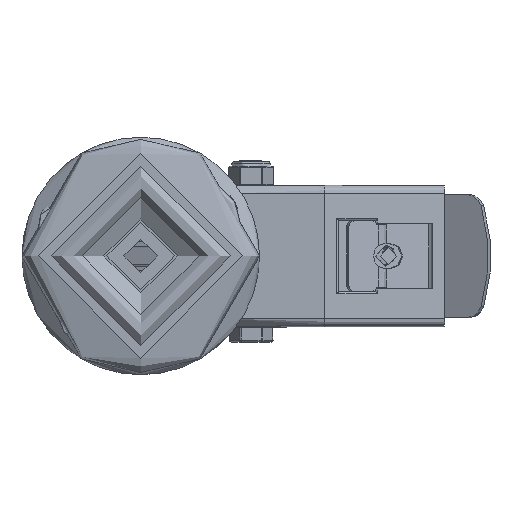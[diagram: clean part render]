
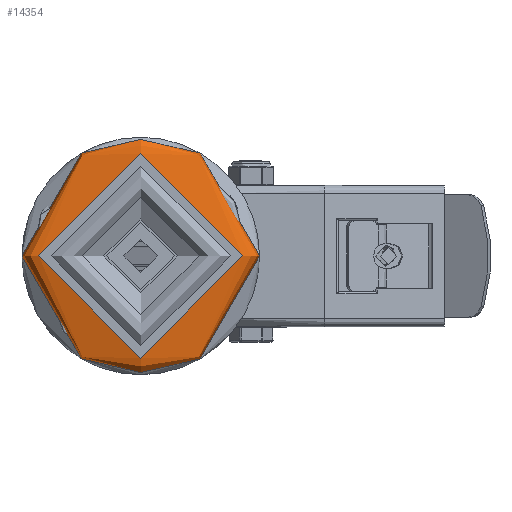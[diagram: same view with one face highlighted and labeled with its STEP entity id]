
A CAD part, top view. The second image highlights one B-rep face of the part: STEP entity #14354.
In plain terms, the highlighted toroidal (fillet/blend) face has major radius 49 mm and minor radius 8 mm.
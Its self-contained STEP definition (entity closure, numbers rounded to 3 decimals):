
#3628=FACE_OUTER_BOUND('',#4494,.T.);
#4494=EDGE_LOOP('',(#9774,#9775,#9776,#9777,#9778));
#5430=CIRCLE('',#15410,57.);
#5432=CIRCLE('',#15412,57.);
#5433=CIRCLE('',#15414,8.);
#5434=CIRCLE('',#15415,49.);
#6068=VERTEX_POINT('',#20688);
#6069=VERTEX_POINT('',#20689);
#6071=VERTEX_POINT('',#20696);
#7510=EDGE_CURVE('',#6068,#6069,#5430,.T.);
#7513=EDGE_CURVE('',#6069,#6068,#5432,.T.);
#7514=EDGE_CURVE('',#6069,#6071,#5433,.T.);
#7515=EDGE_CURVE('',#6071,#6071,#5434,.T.);
#9774=ORIENTED_EDGE('',*,*,#7510,.T.);
#9775=ORIENTED_EDGE('',*,*,#7514,.T.);
#9776=ORIENTED_EDGE('',*,*,#7515,.T.);
#9777=ORIENTED_EDGE('',*,*,#7514,.F.);
#9778=ORIENTED_EDGE('',*,*,#7513,.T.);
#14268=TOROIDAL_SURFACE('',#15413,49.,8.);
#14354=ADVANCED_FACE('',(#3628),#14268,.T.);
#15410=AXIS2_PLACEMENT_3D('',#20690,#16866,#16867);
#15412=AXIS2_PLACEMENT_3D('',#20694,#16871,#16872);
#15413=AXIS2_PLACEMENT_3D('',#20695,#16873,#16874);
#15414=AXIS2_PLACEMENT_3D('',#20697,#16875,#16876);
#15415=AXIS2_PLACEMENT_3D('',#20698,#16877,#16878);
#16866=DIRECTION('center_axis',(0.,0.,1.));
#16867=DIRECTION('ref_axis',(1.,0.,0.));
#16871=DIRECTION('center_axis',(0.,0.,1.));
#16872=DIRECTION('ref_axis',(1.,0.,0.));
#16873=DIRECTION('center_axis',(0.,0.,-1.));
#16874=DIRECTION('ref_axis',(-1.,0.,0.));
#16875=DIRECTION('center_axis',(0.,-1.,0.));
#16876=DIRECTION('ref_axis',(1.,0.,0.));
#16877=DIRECTION('center_axis',(0.,0.,-1.));
#16878=DIRECTION('ref_axis',(1.,0.,0.));
#20688=CARTESIAN_POINT('',(-57.,0.,5.5));
#20689=CARTESIAN_POINT('',(57.,0.,5.5));
#20690=CARTESIAN_POINT('Origin',(0.,0.,5.5));
#20694=CARTESIAN_POINT('Origin',(0.,0.,5.5));
#20695=CARTESIAN_POINT('Origin',(0.,0.,5.5));
#20696=CARTESIAN_POINT('',(49.,0.,13.5));
#20697=CARTESIAN_POINT('Origin',(49.,0.,5.5));
#20698=CARTESIAN_POINT('Origin',(0.,0.,13.5));
